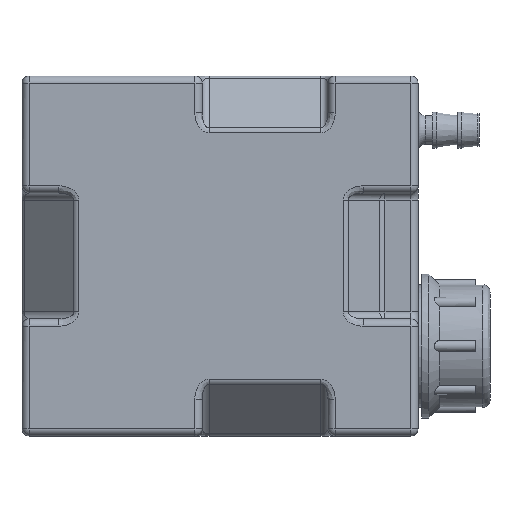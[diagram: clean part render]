
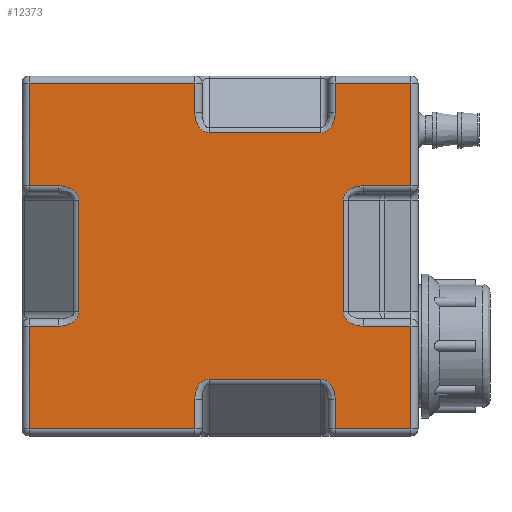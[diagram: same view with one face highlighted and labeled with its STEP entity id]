
A CAD part, front view. The second image highlights one B-rep face of the part: STEP entity #12373.
In plain terms, the highlighted planar face has unit normal (0, -1, 0).
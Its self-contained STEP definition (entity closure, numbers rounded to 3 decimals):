
#7044=CARTESIAN_POINT('',(-23.828,-11.0,30.5));
#7045=VERTEX_POINT('',#7044);
#7053=CARTESIAN_POINT('',(-18.172,-11.,34.5));
#7054=VERTEX_POINT('',#7053);
#7055=CARTESIAN_POINT('',(-23.828,-11.0,34.5));
#7056=DIRECTION('',(0.0,-1.0,0.0));
#7057=DIRECTION('',(1.0,0.0,0.0));
#7058=AXIS2_PLACEMENT_3D('',#7055,#7056,#7057);
#7059=ELLIPSE('',#7058,5.657,4.);
#7060=EDGE_CURVE('',#7045,#7054,#7059,.T.);
#7174=CARTESIAN_POINT('',(-18.172,-11.,65.5));
#7175=VERTEX_POINT('',#7174);
#7183=CARTESIAN_POINT('',(-23.828,-11.0,69.5));
#7184=VERTEX_POINT('',#7183);
#7185=CARTESIAN_POINT('',(-23.828,-11.0,65.5));
#7186=DIRECTION('',(0.0,-1.0,0.0));
#7187=DIRECTION('',(1.0,0.0,0.0));
#7188=AXIS2_PLACEMENT_3D('',#7185,#7186,#7187);
#7189=ELLIPSE('',#7188,5.657,4.);
#7190=EDGE_CURVE('',#7175,#7184,#7189,.T.);
#7208=CARTESIAN_POINT('',(-18.172,-11.,34.5));
#7209=DIRECTION('',(0.0,0.0,1.0));
#7210=VECTOR('',#7209,31.0);
#7211=LINE('',#7208,#7210);
#7212=EDGE_CURVE('',#7054,#7175,#7211,.T.);
#7686=CARTESIAN_POINT('',(18.,-11.,15.828));
#7687=VERTEX_POINT('',#7686);
#7695=CARTESIAN_POINT('',(14.,-11.,10.172));
#7696=VERTEX_POINT('',#7695);
#7697=CARTESIAN_POINT('',(18.,-11.,10.172));
#7698=DIRECTION('',(0.0,-1.0,0.0));
#7699=DIRECTION('',(0.0,0.0,1.0));
#7700=AXIS2_PLACEMENT_3D('',#7697,#7698,#7699);
#7701=ELLIPSE('',#7700,5.657,4.);
#7702=EDGE_CURVE('',#7687,#7696,#7701,.T.);
#7815=CARTESIAN_POINT('',(53.,-11.,10.172));
#7816=VERTEX_POINT('',#7815);
#7817=CARTESIAN_POINT('',(49.0,-11.,15.828));
#7818=VERTEX_POINT('',#7817);
#7819=CARTESIAN_POINT('',(49.0,-11.,10.172));
#7820=DIRECTION('',(0.0,-1.0,0.0));
#7821=DIRECTION('',(0.0,0.0,1.0));
#7822=AXIS2_PLACEMENT_3D('',#7819,#7820,#7821);
#7823=ELLIPSE('',#7822,5.657,4.);
#7824=EDGE_CURVE('',#7816,#7818,#7823,.T.);
#7860=CARTESIAN_POINT('',(49.,-11.,15.828));
#7861=DIRECTION('',(-1.0,0.0,0.0));
#7862=VECTOR('',#7861,31.);
#7863=LINE('',#7860,#7862);
#7864=EDGE_CURVE('',#7818,#7687,#7863,.T.);
#8139=CARTESIAN_POINT('',(14.,-11.,89.828));
#8140=VERTEX_POINT('',#8139);
#8141=CARTESIAN_POINT('',(18.,-11.,84.172));
#8142=VERTEX_POINT('',#8141);
#8143=CARTESIAN_POINT('',(18.,-11.,89.828));
#8144=DIRECTION('',(0.0,-1.0,0.0));
#8145=DIRECTION('',(0.0,0.0,-1.0));
#8146=AXIS2_PLACEMENT_3D('',#8143,#8144,#8145);
#8147=ELLIPSE('',#8146,5.657,4.);
#8148=EDGE_CURVE('',#8140,#8142,#8147,.T.);
#8323=CARTESIAN_POINT('',(55.172,-11.,34.5));
#8324=VERTEX_POINT('',#8323);
#8325=CARTESIAN_POINT('',(60.828,-11.,30.5));
#8326=VERTEX_POINT('',#8325);
#8327=CARTESIAN_POINT('',(60.828,-11.,34.5));
#8328=DIRECTION('',(0.0,-1.0,0.0));
#8329=DIRECTION('',(-1.0,0.0,0.0));
#8330=AXIS2_PLACEMENT_3D('',#8327,#8328,#8329);
#8331=ELLIPSE('',#8330,5.657,4.);
#8332=EDGE_CURVE('',#8324,#8326,#8331,.T.);
#8610=CARTESIAN_POINT('',(49.0,-11.,84.172));
#8611=VERTEX_POINT('',#8610);
#8619=CARTESIAN_POINT('',(53.,-11.,89.828));
#8620=VERTEX_POINT('',#8619);
#8621=CARTESIAN_POINT('',(49.0,-11.,89.828));
#8622=DIRECTION('',(0.0,-1.0,0.0));
#8623=DIRECTION('',(0.0,0.0,-1.0));
#8624=AXIS2_PLACEMENT_3D('',#8621,#8622,#8623);
#8625=ELLIPSE('',#8624,5.657,4.);
#8626=EDGE_CURVE('',#8611,#8620,#8625,.T.);
#8644=CARTESIAN_POINT('',(18.,-11.,84.172));
#8645=DIRECTION('',(1.0,0.0,0.0));
#8646=VECTOR('',#8645,31.);
#8647=LINE('',#8644,#8646);
#8648=EDGE_CURVE('',#8142,#8611,#8647,.T.);
#8871=CARTESIAN_POINT('',(60.828,-11.,69.5));
#8872=VERTEX_POINT('',#8871);
#8873=CARTESIAN_POINT('',(55.172,-11.,65.5));
#8874=VERTEX_POINT('',#8873);
#8875=CARTESIAN_POINT('',(60.828,-11.,65.5));
#8876=DIRECTION('',(0.0,-1.0,0.0));
#8877=DIRECTION('',(-1.0,0.0,0.0));
#8878=AXIS2_PLACEMENT_3D('',#8875,#8876,#8877);
#8879=ELLIPSE('',#8878,5.657,4.);
#8880=EDGE_CURVE('',#8872,#8874,#8879,.T.);
#8916=CARTESIAN_POINT('',(55.172,-11.,65.5));
#8917=DIRECTION('',(0.0,0.0,-1.0));
#8918=VECTOR('',#8917,31.0);
#8919=LINE('',#8916,#8918);
#8920=EDGE_CURVE('',#8874,#8324,#8919,.T.);
#9680=CARTESIAN_POINT('',(53.,-11.,2.0));
#9681=VERTEX_POINT('',#9680);
#9706=CARTESIAN_POINT('',(74.0,-11.,30.5));
#9707=VERTEX_POINT('',#9706);
#9739=CARTESIAN_POINT('',(74.0,-11.,2.0));
#9740=VERTEX_POINT('',#9739);
#10034=CARTESIAN_POINT('',(74.0,-11.,30.5));
#10035=DIRECTION('',(0.0,0.0,-1.0));
#10036=VECTOR('',#10035,28.5);
#10037=LINE('',#10034,#10036);
#10038=EDGE_CURVE('',#9707,#9740,#10037,.T.);
#10063=CARTESIAN_POINT('',(74.0,-11.,2.0));
#10064=DIRECTION('',(-1.0,0.0,0.0));
#10065=VECTOR('',#10064,21.);
#10066=LINE('',#10063,#10065);
#10067=EDGE_CURVE('',#9740,#9681,#10066,.T.);
#10100=CARTESIAN_POINT('',(60.828,-11.,30.5));
#10101=DIRECTION('',(1.0,0.0,0.0));
#10102=VECTOR('',#10101,13.172);
#10103=LINE('',#10100,#10102);
#10104=EDGE_CURVE('',#8326,#9707,#10103,.T.);
#10144=CARTESIAN_POINT('',(53.,-11.,2.0));
#10145=DIRECTION('',(0.0,0.0,1.0));
#10146=VECTOR('',#10145,8.172);
#10147=LINE('',#10144,#10146);
#10148=EDGE_CURVE('',#9681,#7816,#10147,.T.);
#10413=CARTESIAN_POINT('',(53.,-11.,98.0));
#10414=VERTEX_POINT('',#10413);
#10457=CARTESIAN_POINT('',(74.0,-11.,69.5));
#10458=VERTEX_POINT('',#10457);
#10481=CARTESIAN_POINT('',(74.0,-11.,98.0));
#10482=VERTEX_POINT('',#10481);
#10776=CARTESIAN_POINT('',(74.0,-11.,98.0));
#10777=DIRECTION('',(0.0,0.0,-1.0));
#10778=VECTOR('',#10777,28.5);
#10779=LINE('',#10776,#10778);
#10780=EDGE_CURVE('',#10482,#10458,#10779,.T.);
#10798=CARTESIAN_POINT('',(53.,-11.,98.0));
#10799=DIRECTION('',(1.0,0.0,0.0));
#10800=VECTOR('',#10799,21.);
#10801=LINE('',#10798,#10800);
#10802=EDGE_CURVE('',#10414,#10482,#10801,.T.);
#10820=CARTESIAN_POINT('',(74.0,-11.,69.5));
#10821=DIRECTION('',(-1.0,0.0,0.0));
#10822=VECTOR('',#10821,13.172);
#10823=LINE('',#10820,#10822);
#10824=EDGE_CURVE('',#10458,#8872,#10823,.T.);
#10886=CARTESIAN_POINT('',(53.,-11.,89.828));
#10887=DIRECTION('',(0.0,0.0,1.0));
#10888=VECTOR('',#10887,8.172);
#10889=LINE('',#10886,#10888);
#10890=EDGE_CURVE('',#8620,#10414,#10889,.T.);
#10909=CARTESIAN_POINT('',(-32.,-11.0,69.5));
#10910=VERTEX_POINT('',#10909);
#10940=CARTESIAN_POINT('',(-32.,-11.0,98.0));
#10941=VERTEX_POINT('',#10940);
#10975=CARTESIAN_POINT('',(14.,-11.,98.0));
#10976=VERTEX_POINT('',#10975);
#11009=CARTESIAN_POINT('',(14.,-11.,98.0));
#11010=DIRECTION('',(0.0,0.0,-1.0));
#11011=VECTOR('',#11010,8.172);
#11012=LINE('',#11009,#11011);
#11013=EDGE_CURVE('',#10976,#8140,#11012,.T.);
#11053=CARTESIAN_POINT('',(-32.0,-11.,98.0));
#11054=DIRECTION('',(1.0,0.0,0.0));
#11055=VECTOR('',#11054,46.);
#11056=LINE('',#11053,#11055);
#11057=EDGE_CURVE('',#10941,#10976,#11056,.T.);
#11317=CARTESIAN_POINT('',(-32.,-11.0,69.5));
#11318=DIRECTION('',(0.0,0.0,1.0));
#11319=VECTOR('',#11318,28.5);
#11320=LINE('',#11317,#11319);
#11321=EDGE_CURVE('',#10910,#10941,#11320,.T.);
#11349=CARTESIAN_POINT('',(-23.828,-11.0,69.5));
#11350=DIRECTION('',(-1.0,0.0,0.0));
#11351=VECTOR('',#11350,8.172);
#11352=LINE('',#11349,#11351);
#11353=EDGE_CURVE('',#7184,#10910,#11352,.T.);
#11423=CARTESIAN_POINT('',(-32.,-11.0,30.5));
#11424=VERTEX_POINT('',#11423);
#11489=CARTESIAN_POINT('',(-32.,-11.0,2.0));
#11490=VERTEX_POINT('',#11489);
#11513=CARTESIAN_POINT('',(14.,-11.,2.0));
#11514=VERTEX_POINT('',#11513);
#11571=CARTESIAN_POINT('',(14.,-11.,10.172));
#11572=DIRECTION('',(0.0,0.0,-1.0));
#11573=VECTOR('',#11572,8.172);
#11574=LINE('',#11571,#11573);
#11575=EDGE_CURVE('',#7696,#11514,#11574,.T.);
#11600=CARTESIAN_POINT('',(14.,-11.,2.0));
#11601=DIRECTION('',(-1.0,0.0,0.0));
#11602=VECTOR('',#11601,46.);
#11603=LINE('',#11600,#11602);
#11604=EDGE_CURVE('',#11514,#11490,#11603,.T.);
#11785=CARTESIAN_POINT('',(-32.,-11.0,2.0));
#11786=DIRECTION('',(0.0,0.0,1.0));
#11787=VECTOR('',#11786,28.5);
#11788=LINE('',#11785,#11787);
#11789=EDGE_CURVE('',#11490,#11424,#11788,.T.);
#11839=CARTESIAN_POINT('',(-32.,-11.,30.5));
#11840=DIRECTION('',(1.0,0.0,0.0));
#11841=VECTOR('',#11840,8.172);
#11842=LINE('',#11839,#11841);
#11843=EDGE_CURVE('',#11424,#7045,#11842,.T.);
#12338=CARTESIAN_POINT('',(76.0,-11.,0.0));
#12339=DIRECTION('',(0.0,-1.0,0.0));
#12340=DIRECTION('',(0.0,0.0,-1.0));
#12341=AXIS2_PLACEMENT_3D('',#12338,#12339,#12340);
#12342=PLANE('',#12341);
#12343=ORIENTED_EDGE('',*,*,#10780,.F.);
#12344=ORIENTED_EDGE('',*,*,#10802,.F.);
#12345=ORIENTED_EDGE('',*,*,#10890,.F.);
#12346=ORIENTED_EDGE('',*,*,#8626,.F.);
#12347=ORIENTED_EDGE('',*,*,#8648,.F.);
#12348=ORIENTED_EDGE('',*,*,#8148,.F.);
#12349=ORIENTED_EDGE('',*,*,#11013,.F.);
#12350=ORIENTED_EDGE('',*,*,#11057,.F.);
#12351=ORIENTED_EDGE('',*,*,#11321,.F.);
#12352=ORIENTED_EDGE('',*,*,#11353,.F.);
#12353=ORIENTED_EDGE('',*,*,#7190,.F.);
#12354=ORIENTED_EDGE('',*,*,#7212,.F.);
#12355=ORIENTED_EDGE('',*,*,#7060,.F.);
#12356=ORIENTED_EDGE('',*,*,#11843,.F.);
#12357=ORIENTED_EDGE('',*,*,#11789,.F.);
#12358=ORIENTED_EDGE('',*,*,#11604,.F.);
#12359=ORIENTED_EDGE('',*,*,#11575,.F.);
#12360=ORIENTED_EDGE('',*,*,#7702,.F.);
#12361=ORIENTED_EDGE('',*,*,#7864,.F.);
#12362=ORIENTED_EDGE('',*,*,#7824,.F.);
#12363=ORIENTED_EDGE('',*,*,#10148,.F.);
#12364=ORIENTED_EDGE('',*,*,#10067,.F.);
#12365=ORIENTED_EDGE('',*,*,#10038,.F.);
#12366=ORIENTED_EDGE('',*,*,#10104,.F.);
#12367=ORIENTED_EDGE('',*,*,#8332,.F.);
#12368=ORIENTED_EDGE('',*,*,#8920,.F.);
#12369=ORIENTED_EDGE('',*,*,#8880,.F.);
#12370=ORIENTED_EDGE('',*,*,#10824,.F.);
#12371=EDGE_LOOP('',(#12343,#12344,#12345,#12346,#12347,#12348,#12349,#12350,#12351,#12352,#12353,#12354,#12355,#12356,#12357,#12358,#12359,#12360,#12361,#12362,#12363,#12364,#12365,#12366,#12367,#12368,#12369,#12370));
#12372=FACE_OUTER_BOUND('',#12371,.T.);
#12373=ADVANCED_FACE('',(#12372),#12342,.T.);
